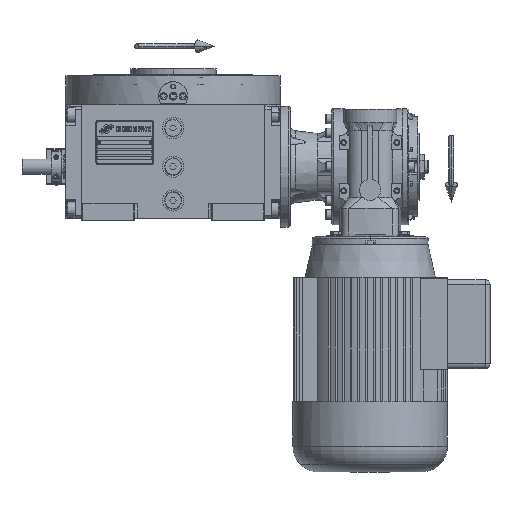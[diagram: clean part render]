
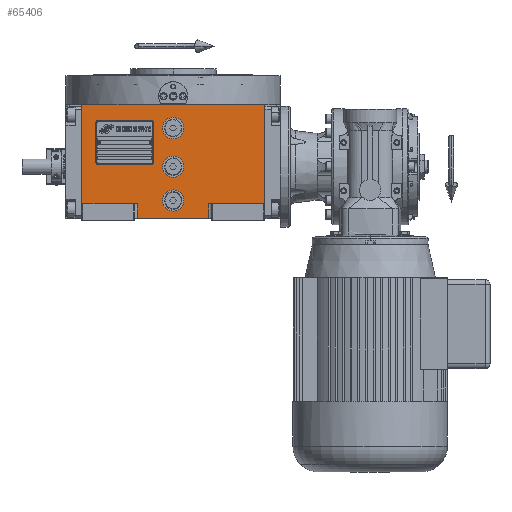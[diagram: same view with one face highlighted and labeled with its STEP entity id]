
A CAD part, top view. The second image highlights one B-rep face of the part: STEP entity #65406.
In plain terms, the highlighted planar face has unit normal (0, 0, 1).
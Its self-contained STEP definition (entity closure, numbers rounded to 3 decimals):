
#1253 = CARTESIAN_POINT ( 'NONE',  ( 37., -53.5, 163.5 ) ) ;
#3205 = EDGE_CURVE ( 'NONE', #107066, #129037, #118543, .T. ) ;
#4151 = EDGE_CURVE ( 'NONE', #39202, #43518, #34026, .T. ) ;
#5645 = EDGE_CURVE ( 'NONE', #111556, #104879, #96616, .T. ) ;
#8450 = CARTESIAN_POINT ( 'NONE',  ( -37., -53.5, 163.5 ) ) ;
#8868 = CARTESIAN_POINT ( 'NONE',  ( -94.5, 64.5, 163.5 ) ) ;
#9593 = DIRECTION ( 'NONE',  ( 1., 0., 0. ) ) ;
#13317 = EDGE_CURVE ( 'NONE', #39202, #129858, #110075, .T. ) ;
#14371 = EDGE_CURVE ( 'NONE', #129858, #83596, #98000, .T. ) ;
#16034 = ORIENTED_EDGE ( 'NONE', *, *, #13317, .F. ) ;
#17651 = CARTESIAN_POINT ( 'NONE',  ( 0., 0., 163.5 ) ) ;
#17749 = EDGE_CURVE ( 'NONE', #129037, #83596, #41054, .T. ) ;
#19014 = VECTOR ( 'NONE', #50275, 1000. ) ;
#19074 = DIRECTION ( 'NONE',  ( 0., 1., 0. ) ) ;
#20463 = LINE ( 'NONE', #8450, #85256 ) ;
#21672 = EDGE_CURVE ( 'NONE', #51484, #126350, #129647, .T. ) ;
#22838 = EDGE_CURVE ( 'NONE', #95481, #90305, #25915, .T. ) ;
#22867 = CARTESIAN_POINT ( 'NONE',  ( -11., 40., 163.5 ) ) ;
#22976 = CARTESIAN_POINT ( 'NONE',  ( 11., 0., 163.5 ) ) ;
#25915 = CIRCLE ( 'NONE', #123084, 11. ) ;
#26193 = AXIS2_PLACEMENT_3D ( 'NONE', #132365, #78652, #111141 ) ;
#26794 = DIRECTION ( 'NONE',  ( 0., 0., 1. ) ) ;
#28324 = CARTESIAN_POINT ( 'NONE',  ( 94.5, -38.5, 163.5 ) ) ;
#28465 = ORIENTED_EDGE ( 'NONE', *, *, #75475, .F. ) ;
#30041 = VERTEX_POINT ( 'NONE', #109420 ) ;
#30150 = ORIENTED_EDGE ( 'NONE', *, *, #14371, .F. ) ;
#30500 = PLANE ( 'NONE',  #132085 ) ;
#31579 = CARTESIAN_POINT ( 'NONE',  ( 37., -38.5, 163.5 ) ) ;
#32499 = AXIS2_PLACEMENT_3D ( 'NONE', #79046, #112256, #122139 ) ;
#34026 = LINE ( 'NONE', #65852, #134689 ) ;
#36057 = ORIENTED_EDGE ( 'NONE', *, *, #21672, .F. ) ;
#39202 = VERTEX_POINT ( 'NONE', #79304 ) ;
#39208 = CARTESIAN_POINT ( 'NONE',  ( 94.5, -38.5, 163.5 ) ) ;
#39610 = DIRECTION ( 'NONE',  ( 0., 0., 1. ) ) ;
#41054 = LINE ( 'NONE', #28324, #19014 ) ;
#41129 = DIRECTION ( 'NONE',  ( 0., 0., 1. ) ) ;
#42500 = EDGE_CURVE ( 'NONE', #107066, #139839, #128498, .T. ) ;
#42921 = DIRECTION ( 'NONE',  ( 0., -1., 0. ) ) ;
#43518 = VERTEX_POINT ( 'NONE', #102999 ) ;
#44222 = CIRCLE ( 'NONE', #69037, 11. ) ;
#47729 = EDGE_LOOP ( 'NONE', ( #71823, #130057 ) ) ;
#49919 = EDGE_CURVE ( 'NONE', #30041, #43518, #20463, .T. ) ;
#50275 = DIRECTION ( 'NONE',  ( 0., 1., 0. ) ) ;
#51484 = VERTEX_POINT ( 'NONE', #57606 ) ;
#57606 = CARTESIAN_POINT ( 'NONE',  ( 11., -35., 163.5 ) ) ;
#58448 = ORIENTED_EDGE ( 'NONE', *, *, #22838, .F. ) ;
#58698 = CARTESIAN_POINT ( 'NONE',  ( 0., -35., 163.5 ) ) ;
#58767 = CARTESIAN_POINT ( 'NONE',  ( -37., -53.5, 163.5 ) ) ;
#59822 = CARTESIAN_POINT ( 'NONE',  ( -11., 0., 163.5 ) ) ;
#62807 = ORIENTED_EDGE ( 'NONE', *, *, #79663, .T. ) ;
#64086 = EDGE_LOOP ( 'NONE', ( #58448, #127476 ) ) ;
#64340 = CARTESIAN_POINT ( 'NONE',  ( 11., 40., 163.5 ) ) ;
#65406 = ADVANCED_FACE ( 'NONE', ( #126009, #103450, #136628, #94886 ), #30500, .T. ) ;
#65798 = CARTESIAN_POINT ( 'NONE',  ( 0., 40., 163.5 ) ) ;
#65852 = CARTESIAN_POINT ( 'NONE',  ( -94.5, -38.5, 163.5 ) ) ;
#67205 = DIRECTION ( 'NONE',  ( 1., 0., 0. ) ) ;
#68439 = EDGE_CURVE ( 'NONE', #104879, #111556, #130146, .T. ) ;
#69000 = CARTESIAN_POINT ( 'NONE',  ( -94.5, -38.5, 163.5 ) ) ;
#69037 = AXIS2_PLACEMENT_3D ( 'NONE', #58698, #123052, #101863 ) ;
#69751 = ORIENTED_EDGE ( 'NONE', *, *, #49919, .F. ) ;
#71823 = ORIENTED_EDGE ( 'NONE', *, *, #68439, .F. ) ;
#73698 = CARTESIAN_POINT ( 'NONE',  ( -94.5, -53.5, 163.5 ) ) ;
#74019 = AXIS2_PLACEMENT_3D ( 'NONE', #17651, #39610, #104677 ) ;
#74080 = AXIS2_PLACEMENT_3D ( 'NONE', #136778, #85164, #128266 ) ;
#75475 = EDGE_CURVE ( 'NONE', #126350, #51484, #44222, .T. ) ;
#75690 = ORIENTED_EDGE ( 'NONE', *, *, #17749, .T. ) ;
#78652 = DIRECTION ( 'NONE',  ( 0., 0., 1. ) ) ;
#79046 = CARTESIAN_POINT ( 'NONE',  ( 0., -35., 163.5 ) ) ;
#79304 = CARTESIAN_POINT ( 'NONE',  ( -94.5, -38.5, 163.5 ) ) ;
#79663 = EDGE_CURVE ( 'NONE', #30041, #139839, #112529, .T. ) ;
#80355 = DIRECTION ( 'NONE',  ( 0., 1., 0. ) ) ;
#81369 = CARTESIAN_POINT ( 'NONE',  ( 37., -38.5, 163.5 ) ) ;
#83596 = VERTEX_POINT ( 'NONE', #103560 ) ;
#85164 = DIRECTION ( 'NONE',  ( 0., 0., 1. ) ) ;
#85256 = VECTOR ( 'NONE', #19074, 1000. ) ;
#85604 = VECTOR ( 'NONE', #113918, 1000. ) ;
#86745 = CARTESIAN_POINT ( 'NONE',  ( 37., -38.5, 163.5 ) ) ;
#90305 = VERTEX_POINT ( 'NONE', #22867 ) ;
#94219 = ORIENTED_EDGE ( 'NONE', *, *, #42500, .F. ) ;
#94886 = FACE_OUTER_BOUND ( 'NONE', #129357, .T. ) ;
#94980 = VECTOR ( 'NONE', #80355, 1000. ) ;
#95481 = VERTEX_POINT ( 'NONE', #64340 ) ;
#96616 = CIRCLE ( 'NONE', #74019, 11. ) ;
#98000 = LINE ( 'NONE', #8868, #101982 ) ;
#101863 = DIRECTION ( 'NONE',  ( -1., 0., 0. ) ) ;
#101982 = VECTOR ( 'NONE', #106517, 1000. ) ;
#102999 = CARTESIAN_POINT ( 'NONE',  ( -37., -38.5, 163.5 ) ) ;
#103450 = FACE_BOUND ( 'NONE', #138116, .T. ) ;
#103560 = CARTESIAN_POINT ( 'NONE',  ( 94.5, 64.5, 163.5 ) ) ;
#104677 = DIRECTION ( 'NONE',  ( -1., 0., 0. ) ) ;
#104879 = VERTEX_POINT ( 'NONE', #22976 ) ;
#105776 = VECTOR ( 'NONE', #42921, 1000. ) ;
#106517 = DIRECTION ( 'NONE',  ( 1., 0., 0. ) ) ;
#107066 = VERTEX_POINT ( 'NONE', #81369 ) ;
#109420 = CARTESIAN_POINT ( 'NONE',  ( -37., -53.5, 163.5 ) ) ;
#109974 = VECTOR ( 'NONE', #9593, 1000. ) ;
#110075 = LINE ( 'NONE', #69000, #94980 ) ;
#111141 = DIRECTION ( 'NONE',  ( 1., 0., 0. ) ) ;
#111556 = VERTEX_POINT ( 'NONE', #59822 ) ;
#112256 = DIRECTION ( 'NONE',  ( 0., 0., 1. ) ) ;
#112529 = LINE ( 'NONE', #58767, #85604 ) ;
#112931 = CARTESIAN_POINT ( 'NONE',  ( -11., -35., 163.5 ) ) ;
#113918 = DIRECTION ( 'NONE',  ( 1., 0., 0. ) ) ;
#118279 = ORIENTED_EDGE ( 'NONE', *, *, #4151, .T. ) ;
#118543 = LINE ( 'NONE', #86745, #109974 ) ;
#122139 = DIRECTION ( 'NONE',  ( 1., 0., 0. ) ) ;
#122381 = DIRECTION ( 'NONE',  ( 1., 0., 0. ) ) ;
#123052 = DIRECTION ( 'NONE',  ( 0., 0., 1. ) ) ;
#123084 = AXIS2_PLACEMENT_3D ( 'NONE', #65798, #26794, #67205 ) ;
#125308 = CARTESIAN_POINT ( 'NONE',  ( -94.5, 64.5, 163.5 ) ) ;
#125319 = DIRECTION ( 'NONE',  ( 1., 0., 0. ) ) ;
#125924 = CIRCLE ( 'NONE', #74080, 11. ) ;
#126009 = FACE_BOUND ( 'NONE', #47729, .T. ) ;
#126350 = VERTEX_POINT ( 'NONE', #112931 ) ;
#127476 = ORIENTED_EDGE ( 'NONE', *, *, #137552, .F. ) ;
#128266 = DIRECTION ( 'NONE',  ( -1., 0., 0. ) ) ;
#128498 = LINE ( 'NONE', #31579, #105776 ) ;
#129037 = VERTEX_POINT ( 'NONE', #39208 ) ;
#129357 = EDGE_LOOP ( 'NONE', ( #62807, #94219, #136348, #75690, #30150, #16034, #118279, #69751 ) ) ;
#129647 = CIRCLE ( 'NONE', #32499, 11. ) ;
#129858 = VERTEX_POINT ( 'NONE', #125308 ) ;
#130057 = ORIENTED_EDGE ( 'NONE', *, *, #5645, .F. ) ;
#130146 = CIRCLE ( 'NONE', #26193, 11. ) ;
#132085 = AXIS2_PLACEMENT_3D ( 'NONE', #73698, #41129, #125319 ) ;
#132365 = CARTESIAN_POINT ( 'NONE',  ( 0., 0., 163.5 ) ) ;
#134689 = VECTOR ( 'NONE', #122381, 1000. ) ;
#136348 = ORIENTED_EDGE ( 'NONE', *, *, #3205, .T. ) ;
#136628 = FACE_BOUND ( 'NONE', #64086, .T. ) ;
#136778 = CARTESIAN_POINT ( 'NONE',  ( 0., 40., 163.5 ) ) ;
#137552 = EDGE_CURVE ( 'NONE', #90305, #95481, #125924, .T. ) ;
#138116 = EDGE_LOOP ( 'NONE', ( #36057, #28465 ) ) ;
#139839 = VERTEX_POINT ( 'NONE', #1253 ) ;
